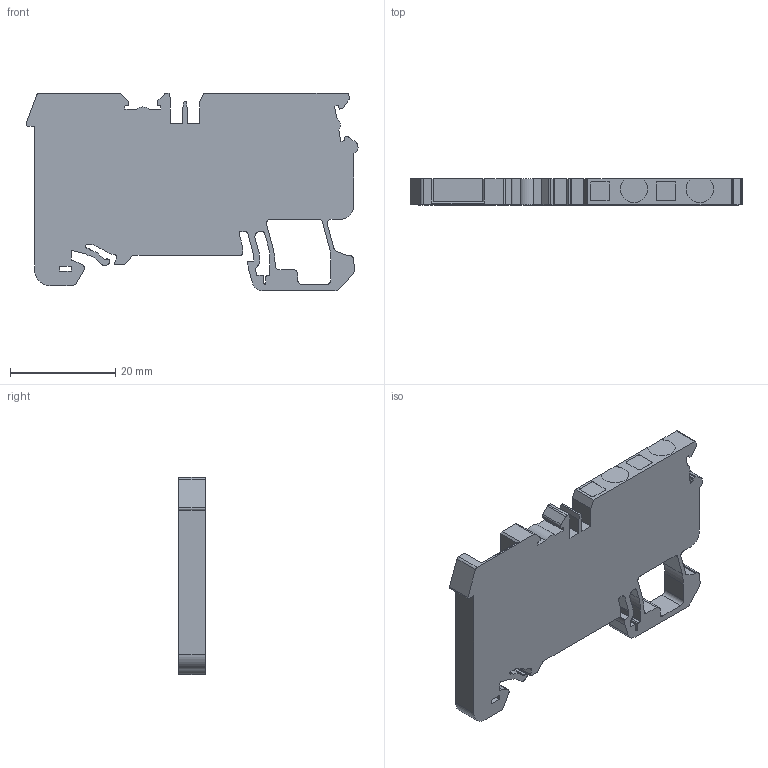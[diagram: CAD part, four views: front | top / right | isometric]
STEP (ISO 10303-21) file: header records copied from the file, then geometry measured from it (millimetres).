
FILE_DESCRIPTION (( 'STEP AP203' ), '1' );
FILE_NAME ('CX2.5_3_1B.STEP', '2024-12-05T07:27:38', ( '' ), ( '' ), 'SwSTEP 2.0', 'SolidWorks 2022', '' );
FILE_SCHEMA (( 'CONFIG_CONTROL_DESIGN' ));
Length unit declared in the file: millimetre
Products named in the file (1): CX2.5_3_1B
Bounding box: 62.97 x 4.95 x 37.4 mm (x, y, z)
Volume: 8271.5 mm3; surface area: 5413.8 mm2
Topology: 1 solids, 1 shells, 218 faces, 644 edges, 430 vertices
Faces by surface type: plane 124, cylinder 94
Entity records: 7401 total; most frequent: CARTESIAN_POINT 1293, ORIENTED_EDGE 1288, DIRECTION 1270, EDGE_CURVE 644, LINE 456, VECTOR 456, VERTEX_POINT 430, AXIS2_PLACEMENT_3D 407
